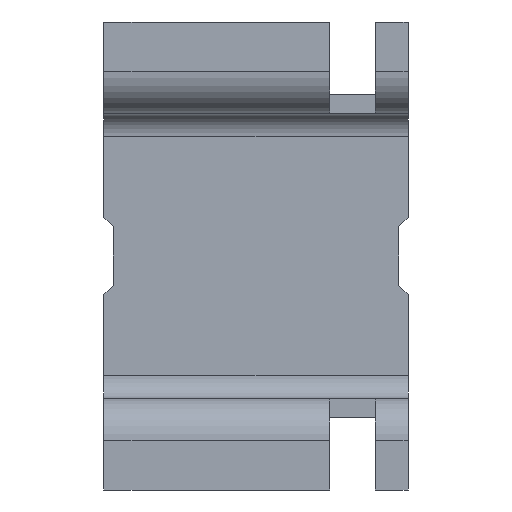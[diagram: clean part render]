
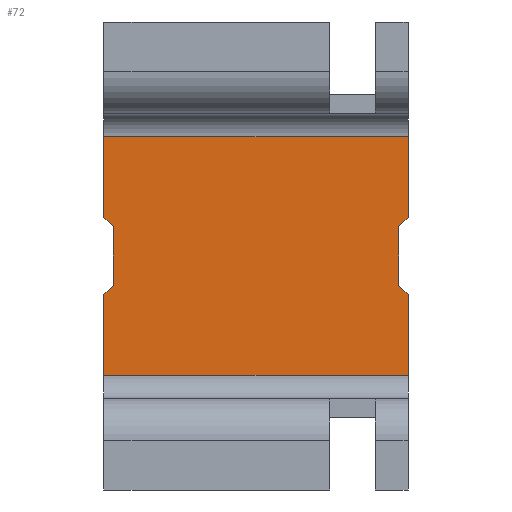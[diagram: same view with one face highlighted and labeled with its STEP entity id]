
A CAD part, front view. The second image highlights one B-rep face of the part: STEP entity #72.
In plain terms, the highlighted planar face has unit normal (0, -1, 0).
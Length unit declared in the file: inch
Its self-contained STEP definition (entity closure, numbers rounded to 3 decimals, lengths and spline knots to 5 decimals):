
#72 = ADVANCED_FACE ( 'NONE', ( #1786 ), #237, .T. ) ;
#119 = EDGE_CURVE ( 'NONE', #413, #426, #944, .T. ) ;
#121 = EDGE_CURVE ( 'NONE', #429, #1030, #947, .T. ) ;
#157 = CARTESIAN_POINT ( 'NONE',  ( 0.26, 0.12, 0.102 ) ) ;
#159 = CARTESIAN_POINT ( 'NONE',  ( 0.26, 0.12, 0.033 ) ) ;
#164 = CARTESIAN_POINT ( 'NONE',  ( 0., 0.12, 0.102 ) ) ;
#165 = CARTESIAN_POINT ( 'NONE',  ( 0.008, 0.12, -0.025 ) ) ;
#185 = DIRECTION ( 'NONE',  ( -1., 0., 0. ) ) ;
#186 = CARTESIAN_POINT ( 'NONE',  ( 0.26, 0.12, 0.102 ) ) ;
#187 = CARTESIAN_POINT ( 'NONE',  ( 0.008, 0.12, 0.025 ) ) ;
#188 = DIRECTION ( 'NONE',  ( 0.707, 0., -0.707 ) ) ;
#192 = CARTESIAN_POINT ( 'NONE',  ( 0.26, 0.12, 0.122 ) ) ;
#209 = CARTESIAN_POINT ( 'NONE',  ( 0.008, 0.12, 0.122 ) ) ;
#210 = DIRECTION ( 'NONE',  ( 0., 0., -1. ) ) ;
#237 = PLANE ( 'NONE',  #242 ) ;
#238 = CARTESIAN_POINT ( 'NONE',  ( 0.26, 0.12, 0.122 ) ) ;
#242 = AXIS2_PLACEMENT_3D ( 'NONE', #238, #456, #210 ) ;
#265 = VECTOR ( 'NONE', #188, 39.37008 ) ;
#285 = EDGE_CURVE ( 'NONE', #430, #429, #1971, .T. ) ;
#308 = EDGE_CURVE ( 'NONE', #426, #430, #617, .T. ) ;
#352 = CARTESIAN_POINT ( 'NONE',  ( 0.252, 0.12, -0.025 ) ) ;
#353 = DIRECTION ( 'NONE',  ( -0.707, 0., 0.707 ) ) ;
#362 = CARTESIAN_POINT ( 'NONE',  ( 0., 0.12, -0.102 ) ) ;
#369 = CARTESIAN_POINT ( 'NONE',  ( 0., 0.12, 0.033 ) ) ;
#370 = CARTESIAN_POINT ( 'NONE',  ( 0.008, 0.12, 0.025 ) ) ;
#372 = CARTESIAN_POINT ( 'NONE',  ( 0.26, 0.12, -0.033 ) ) ;
#375 = CARTESIAN_POINT ( 'NONE',  ( 0.252, 0.12, 0.025 ) ) ;
#376 = CARTESIAN_POINT ( 'NONE',  ( 0.252, 0.12, -0.025 ) ) ;
#386 = CARTESIAN_POINT ( 'NONE',  ( 0., 0.12, -0.033 ) ) ;
#413 = VERTEX_POINT ( 'NONE', #1199 ) ;
#414 = VERTEX_POINT ( 'NONE', #362 ) ;
#423 = VERTEX_POINT ( 'NONE', #369 ) ;
#424 = VERTEX_POINT ( 'NONE', #370 ) ;
#426 = VERTEX_POINT ( 'NONE', #372 ) ;
#429 = VERTEX_POINT ( 'NONE', #375 ) ;
#430 = VERTEX_POINT ( 'NONE', #376 ) ;
#440 = VERTEX_POINT ( 'NONE', #386 ) ;
#456 = DIRECTION ( 'NONE',  ( 0., -1., 0. ) ) ;
#578 = VECTOR ( 'NONE', #185, 39.37008 ) ;
#587 = VECTOR ( 'NONE', #353, 39.37008 ) ;
#588 = LINE ( 'NONE', #186, #578 ) ;
#617 = LINE ( 'NONE', #352, #587 ) ;
#622 = LINE ( 'NONE', #187, #265 ) ;
#661 = EDGE_LOOP ( 'NONE', ( #1476, #1472, #1473, #1487, #1470, #1493, #1464, #1456, #1444, #1465, #1396, #1395 ) ) ;
#944 = LINE ( 'NONE', #1522, #954 ) ;
#947 = LINE ( 'NONE', #1520, #957 ) ;
#954 = VECTOR ( 'NONE', #1523, 39.37008 ) ;
#957 = VECTOR ( 'NONE', #1703, 39.37008 ) ;
#1027 = VERTEX_POINT ( 'NONE', #157 ) ;
#1030 = VERTEX_POINT ( 'NONE', #159 ) ;
#1036 = VERTEX_POINT ( 'NONE', #164 ) ;
#1037 = VERTEX_POINT ( 'NONE', #165 ) ;
#1166 = CARTESIAN_POINT ( 'NONE',  ( 0.252, 0.12, 0.122 ) ) ;
#1167 = DIRECTION ( 'NONE',  ( 0., 0., 1. ) ) ;
#1199 = CARTESIAN_POINT ( 'NONE',  ( 0.26, 0.12, -0.102 ) ) ;
#1229 = EDGE_CURVE ( 'NONE', #1027, #1036, #588, .T. ) ;
#1230 = EDGE_CURVE ( 'NONE', #423, #424, #622, .T. ) ;
#1241 = EDGE_CURVE ( 'NONE', #1037, #424, #1798, .T. ) ;
#1242 = EDGE_CURVE ( 'NONE', #423, #1036, #1800, .T. ) ;
#1243 = EDGE_CURVE ( 'NONE', #1030, #1027, #1805, .T. ) ;
#1247 = EDGE_CURVE ( 'NONE', #414, #440, #1811, .T. ) ;
#1283 = EDGE_CURVE ( 'NONE', #413, #414, #1876, .T. ) ;
#1286 = EDGE_CURVE ( 'NONE', #1037, #440, #1881, .T. ) ;
#1330 = CARTESIAN_POINT ( 'NONE',  ( 0.26, 0.12, -0.102 ) ) ;
#1331 = DIRECTION ( 'NONE',  ( -1., 0., 0. ) ) ;
#1332 = CARTESIAN_POINT ( 'NONE',  ( -0.002, 0.12, -0.035 ) ) ;
#1333 = DIRECTION ( 'NONE',  ( -0.707, 0., -0.707 ) ) ;
#1395 = ORIENTED_EDGE ( 'NONE', *, *, #1283, .F. ) ;
#1396 = ORIENTED_EDGE ( 'NONE', *, *, #1247, .F. ) ;
#1444 = ORIENTED_EDGE ( 'NONE', *, *, #1241, .F. ) ;
#1456 = ORIENTED_EDGE ( 'NONE', *, *, #1230, .T. ) ;
#1464 = ORIENTED_EDGE ( 'NONE', *, *, #1242, .F. ) ;
#1465 = ORIENTED_EDGE ( 'NONE', *, *, #1286, .T. ) ;
#1470 = ORIENTED_EDGE ( 'NONE', *, *, #1243, .T. ) ;
#1472 = ORIENTED_EDGE ( 'NONE', *, *, #308, .T. ) ;
#1473 = ORIENTED_EDGE ( 'NONE', *, *, #285, .T. ) ;
#1476 = ORIENTED_EDGE ( 'NONE', *, *, #119, .T. ) ;
#1487 = ORIENTED_EDGE ( 'NONE', *, *, #121, .T. ) ;
#1493 = ORIENTED_EDGE ( 'NONE', *, *, #1229, .T. ) ;
#1520 = CARTESIAN_POINT ( 'NONE',  ( 0.262, 0.12, 0.035 ) ) ;
#1522 = CARTESIAN_POINT ( 'NONE',  ( 0.26, 0.12, 0.122 ) ) ;
#1523 = DIRECTION ( 'NONE',  ( 0., 0., 1. ) ) ;
#1703 = DIRECTION ( 'NONE',  ( 0.707, 0., 0.707 ) ) ;
#1728 = DIRECTION ( 'NONE',  ( 0., 0., 1. ) ) ;
#1729 = CARTESIAN_POINT ( 'NONE',  ( 0., 0.12, 0.122 ) ) ;
#1730 = DIRECTION ( 'NONE',  ( 0., 0., 1. ) ) ;
#1731 = DIRECTION ( 'NONE',  ( 0., 0., 1. ) ) ;
#1737 = CARTESIAN_POINT ( 'NONE',  ( 0., 0.12, 0.122 ) ) ;
#1739 = DIRECTION ( 'NONE',  ( 0., 0., 1. ) ) ;
#1786 = FACE_OUTER_BOUND ( 'NONE', #661, .T. ) ;
#1798 = LINE ( 'NONE', #209, #1801 ) ;
#1800 = LINE ( 'NONE', #1729, #1803 ) ;
#1801 = VECTOR ( 'NONE', #1728, 39.37008 ) ;
#1803 = VECTOR ( 'NONE', #1730, 39.37008 ) ;
#1805 = LINE ( 'NONE', #192, #1806 ) ;
#1806 = VECTOR ( 'NONE', #1731, 39.37008 ) ;
#1811 = LINE ( 'NONE', #1737, #1814 ) ;
#1814 = VECTOR ( 'NONE', #1739, 39.37008 ) ;
#1876 = LINE ( 'NONE', #1330, #1879 ) ;
#1879 = VECTOR ( 'NONE', #1331, 39.37008 ) ;
#1881 = LINE ( 'NONE', #1332, #1883 ) ;
#1883 = VECTOR ( 'NONE', #1333, 39.37008 ) ;
#1966 = VECTOR ( 'NONE', #1167, 39.37008 ) ;
#1971 = LINE ( 'NONE', #1166, #1966 ) ;
